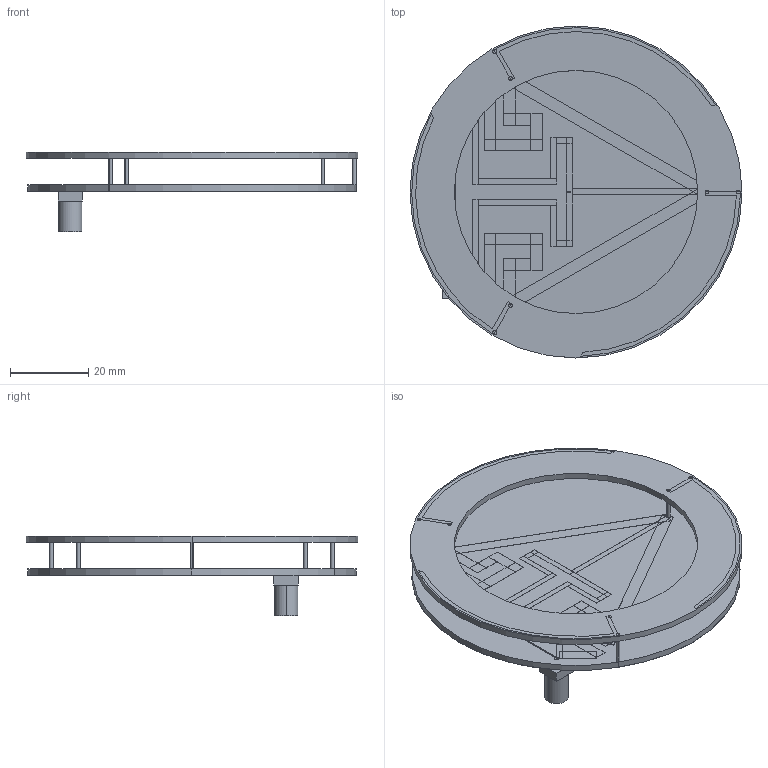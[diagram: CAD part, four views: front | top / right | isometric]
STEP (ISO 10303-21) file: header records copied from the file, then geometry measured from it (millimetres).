
FILE_DESCRIPTION(('STEP AP214'),'1');
FILE_NAME('ph0wn.step','2019-12-06T22:44:59',(' '),('Ph0wn corporation'),'Spatial InterOp 3D',' ',' ');
FILE_SCHEMA(('automotive_design'));
Length unit declared in the file: millimetre
Products named in the file (40): Circle1; Circle2; Circle4; Rectangle12; Rectangle13; Rectangle14; Rectangle15; Rectangle16; Rectangle17; Rectangle18; Rectangle19; Rectangle20; Rectangle21; Rectangle22; Rectangle23; Rectangle24; Rectangle25; Rectangle14_1; Rectangle15_1; Rectangle16_1; Rectangle17_1; Rectangle18_1; Rectangle19_1; Rectangle20_1; Rectangle21_1; Rectangle22_1; Rectangle23_1; Rectangle24_1; Rectangle25_1; Circle4_1_1; 1; 2; 3; 4; 5; 6; Cylinder3; Box1; Polyline1; Polyline1_1
Bounding box: 84.84 x 84.84 x 20.4 mm (x, y, z)
Volume: 13464.3 mm3; surface area: 25892.1 mm2
Topology: 38 solids, 42 shells, 219 faces, 440 edges, 302 vertices
Faces by surface type: plane 197, cylinder 22
Entity records: 8305 total; most frequent: DIRECTION 1010, CARTESIAN_POINT 1001, ORIENTED_EDGE 854, EDGE_CURVE 440, LINE 388, VECTOR 388, AXIS2_PLACEMENT_3D 311, VERTEX_POINT 302
